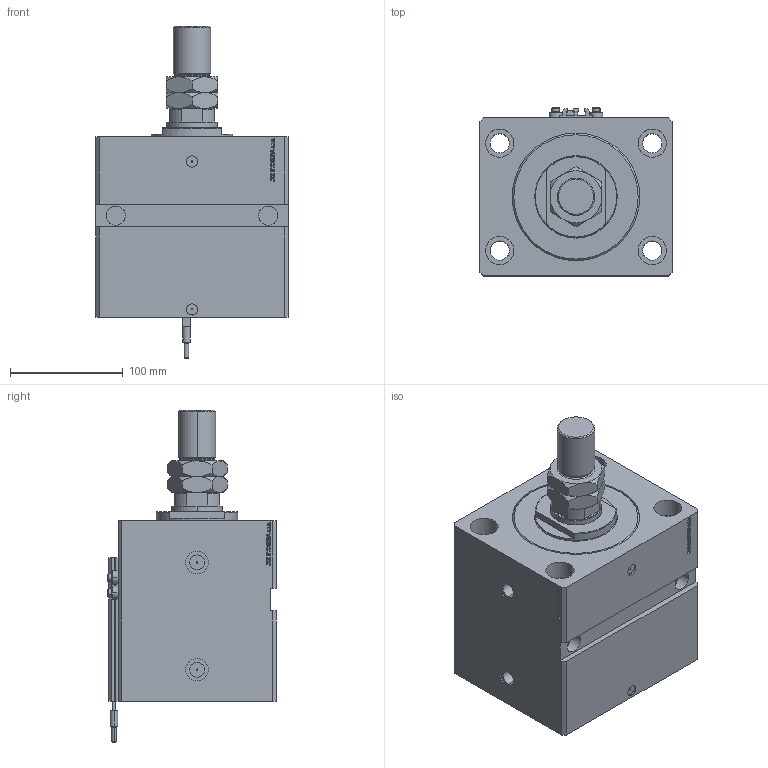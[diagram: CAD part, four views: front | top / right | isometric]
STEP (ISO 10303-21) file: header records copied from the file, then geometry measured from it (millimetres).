
FILE_DESCRIPTION (( 'STEP AP203' ), '1' );
FILE_NAME ('e610.STEP', '2022-04-09T15:04:24', ( '' ), ( '' ), 'SwSTEP 2.0', 'SolidWorks 2019', '' );
FILE_SCHEMA (( 'CONFIG_CONTROL_DESIGN' ));
Length unit declared in the file: millimetre
Products named in the file (7): ALLEN BOLT V250CE e58797b152621d0f1a47c6903b051564; MTA e58797b152621d0f1a47c6903b051564; V250CE_C_VCP e58797b152621d0f1a47c6903b051564; V250CE_VC_E e58797b152621d0f1a47c6903b051564; e610; SWITCH_V250CE e58797b152621d0f1a47c6903b051564; V250CE_E_Body e58797b152621d0f1a47c6903b051564
Assembly tree (9 placements, depth 2):
  e610
    V250CE_E_Body e58797b152621d0f1a47c6903b051564
    ALLEN BOLT V250CE e58797b152621d0f1a47c6903b051564  x4
    V250CE_C_VCP e58797b152621d0f1a47c6903b051564
    V250CE_VC_E e58797b152621d0f1a47c6903b051564
    MTA e58797b152621d0f1a47c6903b051564
    SWITCH_V250CE e58797b152621d0f1a47c6903b051564
Bounding box: 170 x 149 x 293.9 mm (x, y, z)
Volume: 3371210 mm3; surface area: 352282 mm2
Topology: 10 solids, 10 shells, 1178 faces, 2910 edges, 1883 vertices
Faces by surface type: plane 578, bspline 368, cylinder 128, cone 86, torus 18
Entity records: 50920 total; most frequent: CARTESIAN_POINT 26218, ORIENTED_EDGE 5510, DIRECTION 3715, EDGE_CURVE 2755, VERTEX_POINT 1799, VECTOR 1651, LINE 1651, EDGE_LOOP 1240
